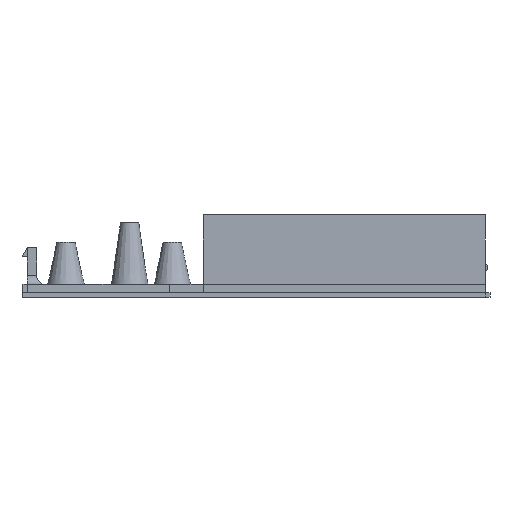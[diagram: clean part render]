
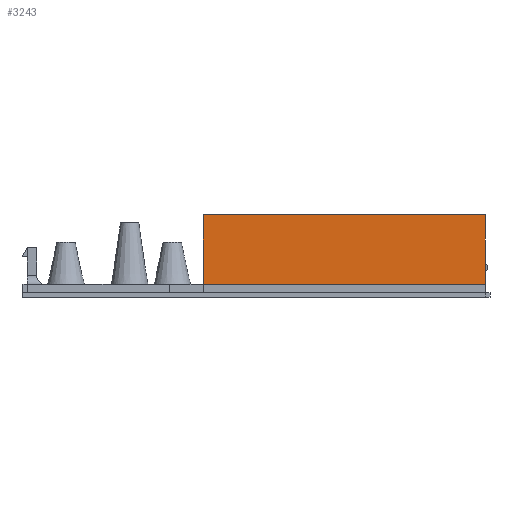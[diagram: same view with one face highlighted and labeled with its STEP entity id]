
A CAD part, left-side view. The second image highlights one B-rep face of the part: STEP entity #3243.
In plain terms, the highlighted planar face has unit normal (-1, 0, 0).
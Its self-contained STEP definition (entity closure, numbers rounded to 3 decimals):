
#761 = VERTEX_POINT('',#762);
#762 = CARTESIAN_POINT('',(-20.,12.1,2.8));
#778 = PLANE('',#779);
#779 = AXIS2_PLACEMENT_3D('',#780,#781,#782);
#780 = CARTESIAN_POINT('',(-20.,12.1,18.));
#781 = DIRECTION('',(0.,-1.,0.));
#782 = DIRECTION('',(1.,0.,0.));
#1821 = PLANE('',#1822);
#1822 = AXIS2_PLACEMENT_3D('',#1823,#1824,#1825);
#1823 = CARTESIAN_POINT('',(-20.,-49.5,2.8));
#1824 = DIRECTION('',(1.,0.,0.));
#1825 = DIRECTION('',(0.,1.,0.));
#1997 = EDGE_CURVE('',#1998,#761,#2000,.T.);
#1998 = VERTEX_POINT('',#1999);
#1999 = CARTESIAN_POINT('',(-20.,12.1,18.));
#2000 = SURFACE_CURVE('',#2001,(#2005,#2012),.PCURVE_S1.);
#2001 = LINE('',#2002,#2003);
#2002 = CARTESIAN_POINT('',(-20.,12.1,18.));
#2003 = VECTOR('',#2004,1.);
#2004 = DIRECTION('',(0.,0.,-1.));
#2005 = PCURVE('',#778,#2006);
#2006 = DEFINITIONAL_REPRESENTATION('',(#2007),#2011);
#2007 = LINE('',#2008,#2009);
#2008 = CARTESIAN_POINT('',(0.,0.));
#2009 = VECTOR('',#2010,1.);
#2010 = DIRECTION('',(0.,-1.));
#2011 = ( GEOMETRIC_REPRESENTATION_CONTEXT(2) 
PARAMETRIC_REPRESENTATION_CONTEXT() REPRESENTATION_CONTEXT('2D SPACE',''
  ) );
#2012 = PCURVE('',#2013,#2018);
#2013 = PLANE('',#2014);
#2014 = AXIS2_PLACEMENT_3D('',#2015,#2016,#2017);
#2015 = CARTESIAN_POINT('',(-20.,-49.5,0.));
#2016 = DIRECTION('',(-1.,0.,0.));
#2017 = DIRECTION('',(0.,1.,0.));
#2018 = DEFINITIONAL_REPRESENTATION('',(#2019),#2023);
#2019 = LINE('',#2020,#2021);
#2020 = CARTESIAN_POINT('',(61.6,-18.));
#2021 = VECTOR('',#2022,1.);
#2022 = DIRECTION('',(0.,1.));
#2023 = ( GEOMETRIC_REPRESENTATION_CONTEXT(2) 
PARAMETRIC_REPRESENTATION_CONTEXT() REPRESENTATION_CONTEXT('2D SPACE',''
  ) );
#2068 = PLANE('',#2069);
#2069 = AXIS2_PLACEMENT_3D('',#2070,#2071,#2072);
#2070 = CARTESIAN_POINT('',(0.,-15.,18.));
#2071 = DIRECTION('',(0.,0.,-1.));
#2072 = DIRECTION('',(-1.,0.,0.));
#2932 = VERTEX_POINT('',#2933);
#2933 = CARTESIAN_POINT('',(-20.,-49.5,2.8));
#2961 = EDGE_CURVE('',#2932,#761,#2962,.T.);
#2962 = SURFACE_CURVE('',#2963,(#2967,#2974),.PCURVE_S1.);
#2963 = LINE('',#2964,#2965);
#2964 = CARTESIAN_POINT('',(-20.,-49.5,2.8));
#2965 = VECTOR('',#2966,1.);
#2966 = DIRECTION('',(0.,1.,0.));
#2967 = PCURVE('',#1821,#2968);
#2968 = DEFINITIONAL_REPRESENTATION('',(#2969),#2973);
#2969 = LINE('',#2970,#2971);
#2970 = CARTESIAN_POINT('',(0.,0.));
#2971 = VECTOR('',#2972,1.);
#2972 = DIRECTION('',(1.,0.));
#2973 = ( GEOMETRIC_REPRESENTATION_CONTEXT(2) 
PARAMETRIC_REPRESENTATION_CONTEXT() REPRESENTATION_CONTEXT('2D SPACE',''
  ) );
#2974 = PCURVE('',#2013,#2975);
#2975 = DEFINITIONAL_REPRESENTATION('',(#2976),#2980);
#2976 = LINE('',#2977,#2978);
#2977 = CARTESIAN_POINT('',(0.,-2.8));
#2978 = VECTOR('',#2979,1.);
#2979 = DIRECTION('',(1.,0.));
#2980 = ( GEOMETRIC_REPRESENTATION_CONTEXT(2) 
PARAMETRIC_REPRESENTATION_CONTEXT() REPRESENTATION_CONTEXT('2D SPACE',''
  ) );
#3243 = ADVANCED_FACE('',(#3244),#2013,.T.);
#3244 = FACE_BOUND('',#3245,.T.);
#3245 = EDGE_LOOP('',(#3246,#3247,#3275,#3296));
#3246 = ORIENTED_EDGE('',*,*,#2961,.F.);
#3247 = ORIENTED_EDGE('',*,*,#3248,.T.);
#3248 = EDGE_CURVE('',#2932,#3249,#3251,.T.);
#3249 = VERTEX_POINT('',#3250);
#3250 = CARTESIAN_POINT('',(-20.,-49.5,18.));
#3251 = SURFACE_CURVE('',#3252,(#3256,#3263),.PCURVE_S1.);
#3252 = LINE('',#3253,#3254);
#3253 = CARTESIAN_POINT('',(-20.,-49.5,0.));
#3254 = VECTOR('',#3255,1.);
#3255 = DIRECTION('',(0.,0.,1.));
#3256 = PCURVE('',#2013,#3257);
#3257 = DEFINITIONAL_REPRESENTATION('',(#3258),#3262);
#3258 = LINE('',#3259,#3260);
#3259 = CARTESIAN_POINT('',(0.,0.));
#3260 = VECTOR('',#3261,1.);
#3261 = DIRECTION('',(0.,-1.));
#3262 = ( GEOMETRIC_REPRESENTATION_CONTEXT(2) 
PARAMETRIC_REPRESENTATION_CONTEXT() REPRESENTATION_CONTEXT('2D SPACE',''
  ) );
#3263 = PCURVE('',#3264,#3269);
#3264 = PLANE('',#3265);
#3265 = AXIS2_PLACEMENT_3D('',#3266,#3267,#3268);
#3266 = CARTESIAN_POINT('',(20.,-49.5,0.));
#3267 = DIRECTION('',(0.,-1.,0.));
#3268 = DIRECTION('',(-1.,0.,0.));
#3269 = DEFINITIONAL_REPRESENTATION('',(#3270),#3274);
#3270 = LINE('',#3271,#3272);
#3271 = CARTESIAN_POINT('',(40.,-0.));
#3272 = VECTOR('',#3273,1.);
#3273 = DIRECTION('',(0.,-1.));
#3274 = ( GEOMETRIC_REPRESENTATION_CONTEXT(2) 
PARAMETRIC_REPRESENTATION_CONTEXT() REPRESENTATION_CONTEXT('2D SPACE',''
  ) );
#3275 = ORIENTED_EDGE('',*,*,#3276,.T.);
#3276 = EDGE_CURVE('',#3249,#1998,#3277,.T.);
#3277 = SURFACE_CURVE('',#3278,(#3282,#3289),.PCURVE_S1.);
#3278 = LINE('',#3279,#3280);
#3279 = CARTESIAN_POINT('',(-20.,-49.5,18.));
#3280 = VECTOR('',#3281,1.);
#3281 = DIRECTION('',(0.,1.,0.));
#3282 = PCURVE('',#2013,#3283);
#3283 = DEFINITIONAL_REPRESENTATION('',(#3284),#3288);
#3284 = LINE('',#3285,#3286);
#3285 = CARTESIAN_POINT('',(0.,-18.));
#3286 = VECTOR('',#3287,1.);
#3287 = DIRECTION('',(1.,0.));
#3288 = ( GEOMETRIC_REPRESENTATION_CONTEXT(2) 
PARAMETRIC_REPRESENTATION_CONTEXT() REPRESENTATION_CONTEXT('2D SPACE',''
  ) );
#3289 = PCURVE('',#2068,#3290);
#3290 = DEFINITIONAL_REPRESENTATION('',(#3291),#3295);
#3291 = LINE('',#3292,#3293);
#3292 = CARTESIAN_POINT('',(20.,-34.5));
#3293 = VECTOR('',#3294,1.);
#3294 = DIRECTION('',(0.,1.));
#3295 = ( GEOMETRIC_REPRESENTATION_CONTEXT(2) 
PARAMETRIC_REPRESENTATION_CONTEXT() REPRESENTATION_CONTEXT('2D SPACE',''
  ) );
#3296 = ORIENTED_EDGE('',*,*,#1997,.T.);
